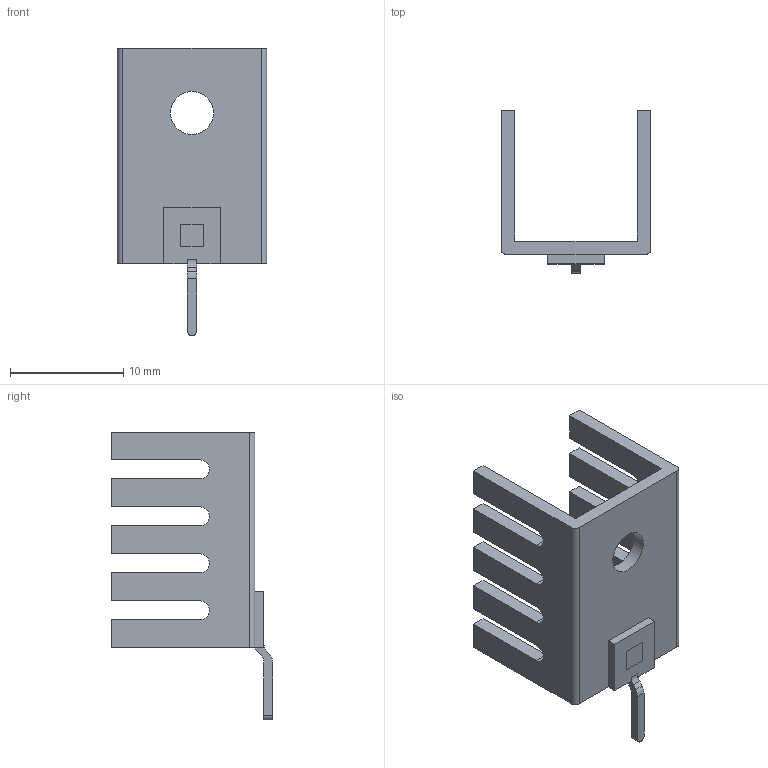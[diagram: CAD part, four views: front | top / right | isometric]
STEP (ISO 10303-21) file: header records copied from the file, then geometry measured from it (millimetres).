
FILE_DESCRIPTION(('FreeCAD Model'),'2;1');
FILE_NAME('D03PA.stp', '2014-10-19T17:36:55',('FreeCAD'),('FreeCAD'), 'Open CASCADE STEP processor 6.6','FreeCAD','Unknown');
FILE_SCHEMA(('AUTOMOTIVE_DESIGN_CC2 { 1 2 10303 214 -1 1 5 4 }'));
Length unit declared in the file: millimetre
Products named in the file (2): Pad002; Fillet003
Bounding box: 13.21 x 14.3 x 25.4 mm (x, y, z)
Volume: 701 mm3; surface area: 1521.8 mm2
Topology: 2 solids, 2 shells, 89 faces, 250 edges, 166 vertices
Faces by surface type: plane 65, cylinder 24
Full cylindrical faces by diameter (mm): 3.81 x1
Entity records: 6090 total; most frequent: CARTESIAN_POINT 1286, DIRECTION 818, LINE 518, VECTOR 518, ORIENTED_EDGE 500, PCURVE 500, DEFINITIONAL_REPRESENTATION 500, EDGE_CURVE 250
